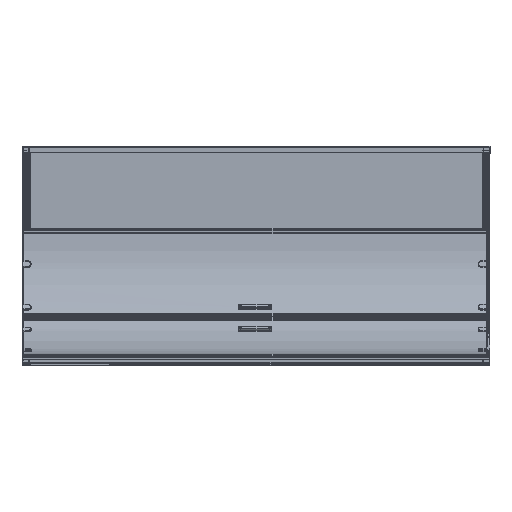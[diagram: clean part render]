
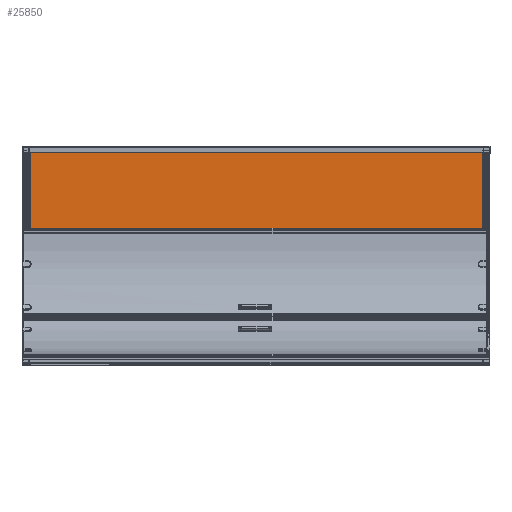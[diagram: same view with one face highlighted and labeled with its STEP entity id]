
A CAD part, left-side view. The second image highlights one B-rep face of the part: STEP entity #25850.
In plain terms, the highlighted face is planar.
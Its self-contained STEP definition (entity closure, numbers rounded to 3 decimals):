
#25719=DIRECTION('',(1.,0.,0.));
#25720=VECTOR('',#25719,351.);
#25721=CARTESIAN_POINT('',(-175.5,0.,2.5));
#25722=LINE('',#25721,#25720);
#25739=DIRECTION('',(0.,1.,0.));
#25740=VECTOR('',#25739,1856.);
#25741=CARTESIAN_POINT('',(175.5,0.,2.5));
#25742=LINE('',#25741,#25740);
#25743=DIRECTION('',(0.,1.,0.));
#25744=VECTOR('',#25743,1856.);
#25745=CARTESIAN_POINT('',(-175.5,0.,2.5));
#25746=LINE('',#25745,#25744);
#25759=DIRECTION('',(1.,0.,0.));
#25760=VECTOR('',#25759,351.);
#25761=CARTESIAN_POINT('',(-175.5,1856.,2.5));
#25762=LINE('',#25761,#25760);
#25764=CARTESIAN_POINT('',(-175.5,0.,2.5));
#25766=VERTEX_POINT('',#25764);
#25767=CARTESIAN_POINT('',(175.5,0.,2.5));
#25768=VERTEX_POINT('',#25767);
#25772=CARTESIAN_POINT('',(-175.5,1856.,2.5));
#25774=VERTEX_POINT('',#25772);
#25775=CARTESIAN_POINT('',(175.5,1856.,2.5));
#25776=VERTEX_POINT('',#25775);
#25838=CARTESIAN_POINT('',(-175.5,0.,2.5));
#25839=DIRECTION('',(0.,0.,1.));
#25840=DIRECTION('',(1.,0.,0.));
#25841=AXIS2_PLACEMENT_3D('',#25838,#25839,#25840);
#25842=PLANE('',#25841);
#25843=ORIENTED_EDGE('',*,*,#25786,.F.);
#25844=ORIENTED_EDGE('',*,*,#25805,.T.);
#25846=ORIENTED_EDGE('',*,*,#25845,.T.);
#25847=ORIENTED_EDGE('',*,*,#25830,.F.);
#25848=EDGE_LOOP('',(#25843,#25844,#25846,#25847));
#25849=FACE_OUTER_BOUND('',#25848,.F.);
#25850=ADVANCED_FACE('',(#25849),#25842,.T.);
#25786=EDGE_CURVE('',#25766,#25768,#25722,.T.);
#25805=EDGE_CURVE('',#25766,#25774,#25746,.T.);
#25830=EDGE_CURVE('',#25768,#25776,#25742,.T.);
#25845=EDGE_CURVE('',#25774,#25776,#25762,.T.);
